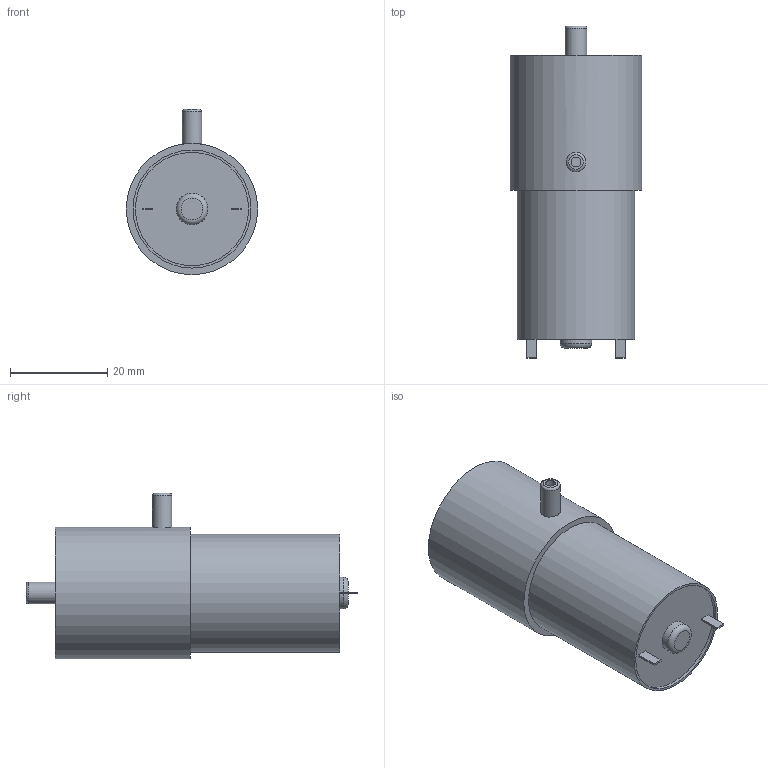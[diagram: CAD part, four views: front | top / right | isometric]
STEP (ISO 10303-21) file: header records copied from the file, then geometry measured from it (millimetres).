
FILE_DESCRIPTION(/* description */ (''),/* implementation_level */ '2;1');
FILE_NAME(/* name */ 'motor_v3.step',/* time_stamp */ '2018-08-16T03:21:01-04:00',/* author */ ('amitabhMPCMP'),/* organization */ (''),/* preprocessor_version */ 'ST-DEVELOPER v17',/* originating_system */ 'Autodesk Translation Framework v7.1.0.215',/* authorisation */ '');
FILE_SCHEMA (('AUTOMOTIVE_DESIGN { 1 0 10303 214 3 1 1 }'));
Length unit declared in the file: millimetre
Products named in the file (1): motor
Bounding box: 27 x 68.25 x 34 mm (x, y, z)
Volume: 29990.6 mm3; surface area: 7163 mm2
Topology: 4 solids, 4 shells, 33 faces, 59 edges, 40 vertices
Faces by surface type: plane 22, cylinder 8, torus 3
Full cylindrical faces by diameter (mm): 2 x2, 4 x1, 4.5 x1, 6.5 x1, 23.3 x1, 24.25 x1, 27 x1
Entity records: 888 total; most frequent: CARTESIAN_POINT 167, DIRECTION 150, ORIENTED_EDGE 118, EDGE_CURVE 59, AXIS2_PLACEMENT_3D 59, VERTEX_POINT 40, EDGE_LOOP 39, FACE_OUTER_BOUND 33
